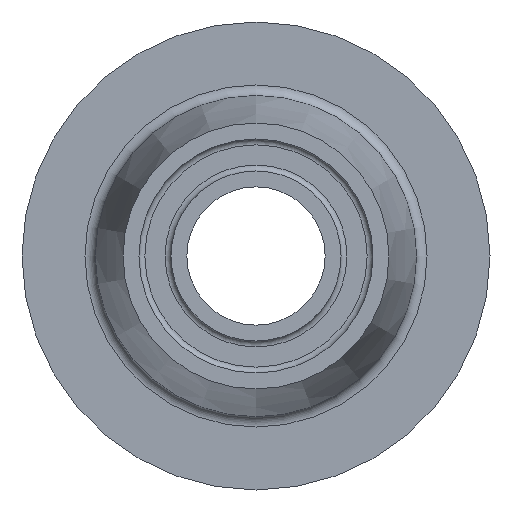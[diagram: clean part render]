
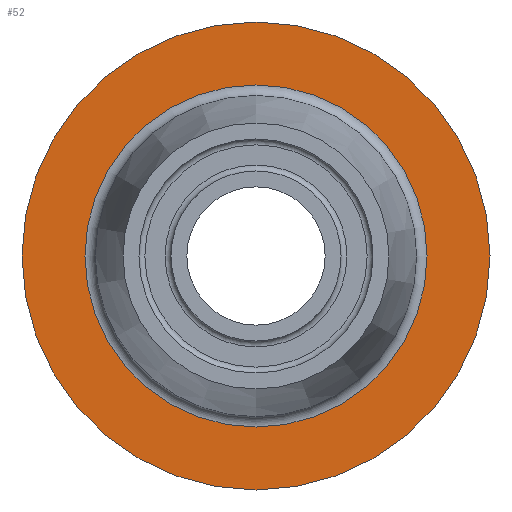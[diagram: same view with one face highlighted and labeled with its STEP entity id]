
A CAD part, left-side view. The second image highlights one B-rep face of the part: STEP entity #52.
In plain terms, the highlighted planar face has unit normal (-1, 0, 0).
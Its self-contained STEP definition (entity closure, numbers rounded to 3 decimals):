
#52 = ADVANCED_FACE( '', ( #111, #112 ), #113, .T. );
#111 = FACE_BOUND( '', #174, .T. );
#112 = FACE_OUTER_BOUND( '', #175, .T. );
#113 = PLANE( '', #176 );
#174 = EDGE_LOOP( '', ( #245 ) );
#175 = EDGE_LOOP( '', ( #246 ) );
#176 = AXIS2_PLACEMENT_3D( '', #247, #248, #249 );
#245 = ORIENTED_EDGE( '', *, *, #298, .T. );
#246 = ORIENTED_EDGE( '', *, *, #305, .F. );
#247 = CARTESIAN_POINT( '', ( 63., 44., 0. ) );
#248 = DIRECTION( '', ( -1., 0., 0. ) );
#249 = DIRECTION( '', ( 0., 0., 1. ) );
#298 = EDGE_CURVE( '', #333, #333, #334, .T. );
#305 = EDGE_CURVE( '', #344, #344, #345, .T. );
#333 = VERTEX_POINT( '', #375 );
#334 = CIRCLE( '', #376, 32.167 );
#344 = VERTEX_POINT( '', #386 );
#345 = CIRCLE( '', #387, 44. );
#375 = CARTESIAN_POINT( '', ( 63., 0., -32.167 ) );
#376 = AXIS2_PLACEMENT_3D( '', #419, #420, #421 );
#386 = CARTESIAN_POINT( '', ( 63., 0., -44. ) );
#387 = AXIS2_PLACEMENT_3D( '', #431, #432, #433 );
#419 = CARTESIAN_POINT( '', ( 63., 0., 0. ) );
#420 = DIRECTION( '', ( 1., 0., 0. ) );
#421 = DIRECTION( '', ( 0., 0., -1. ) );
#431 = CARTESIAN_POINT( '', ( 63., 0., 0. ) );
#432 = DIRECTION( '', ( 1., 0., 0. ) );
#433 = DIRECTION( '', ( 0., 0., -1. ) );
